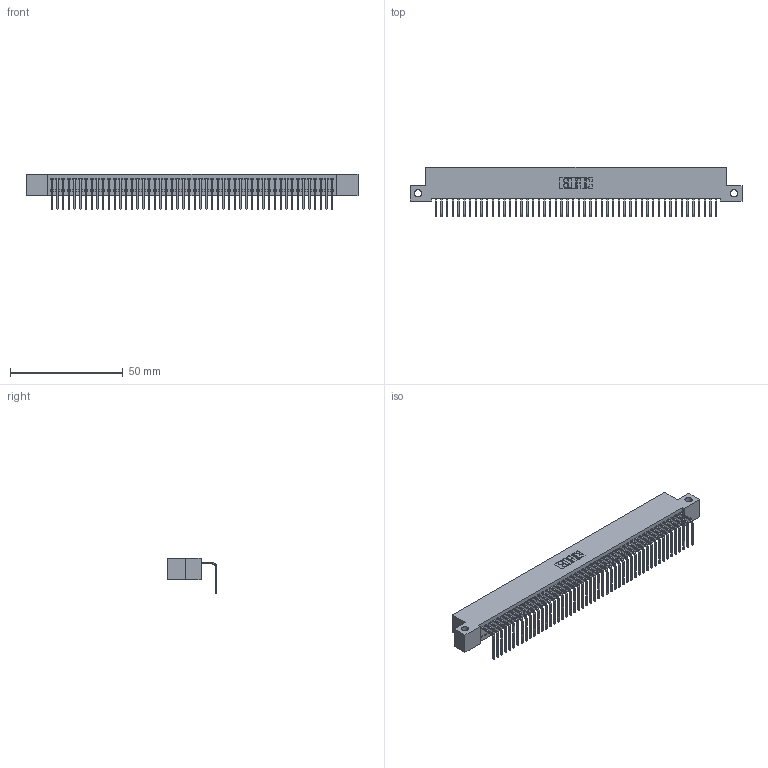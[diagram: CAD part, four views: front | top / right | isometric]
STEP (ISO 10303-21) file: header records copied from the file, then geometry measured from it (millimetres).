
FILE_DESCRIPTION (( 'STEP AP203' ), '1' );
FILE_NAME ('342-050-558-112.STEP', '2018-08-12T20:22:50', ( '' ), ( '' ), 'SwSTEP 2.0', 'SolidWorks 2016', '' );
FILE_SCHEMA (( 'CONFIG_CONTROL_DESIGN' ));
Length unit declared in the file: inch
Products named in the file (3): 342 Part_Side Mount; 345-292-001_558 Tail - 2; 342-050-558-112
Assembly tree (51 placements, depth 2):
  342-050-558-112
    342 Part_Side Mount
    345-292-001_558 Tail - 2  x50
Bounding box: 147.32 x 21.91 x 15.62 mm (x, y, z)
Volume: 13039.1 mm3; surface area: 20079.8 mm2
Topology: 51 solids, 51 shells, 3110 faces, 9399 edges, 6198 vertices
Faces by surface type: plane 2266, cylinder 844
Entity records: 29487 total; most frequent: CARTESIAN_POINT 5092, ORIENTED_EDGE 5078, DIRECTION 4279, EDGE_CURVE 2539, LINE 2411, VECTOR 2411, VERTEX_POINT 1690, AXIS2_PLACEMENT_3D 934
